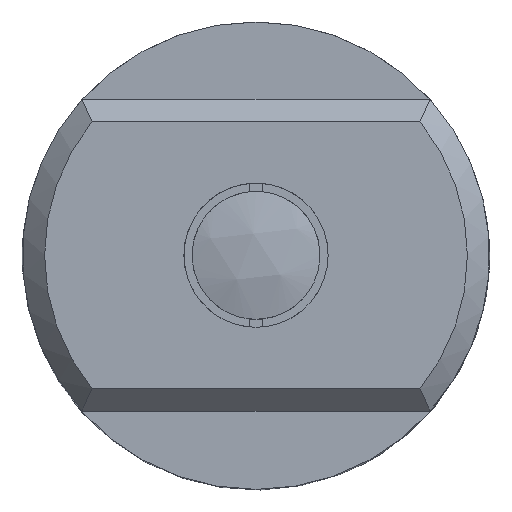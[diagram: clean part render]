
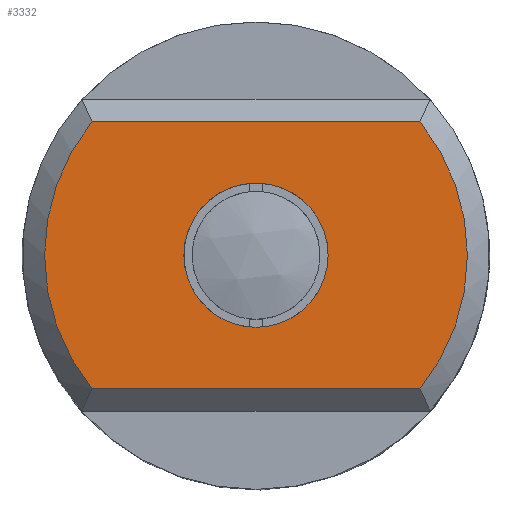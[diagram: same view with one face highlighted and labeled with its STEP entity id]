
A CAD part, top view. The second image highlights one B-rep face of the part: STEP entity #3332.
In plain terms, the highlighted planar face has unit normal (0, 0, 1).
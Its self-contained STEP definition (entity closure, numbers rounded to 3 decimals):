
#321=LINE('',#6513,#491);
#322=LINE('',#6524,#492);
#491=VECTOR('',#4329,29.462);
#492=VECTOR('',#4336,29.462);
#607=FACE_BOUND('',#1072,.T.);
#834=FACE_OUTER_BOUND('',#1071,.T.);
#1071=EDGE_LOOP('',(#2730,#2731,#2732,#2733));
#1072=EDGE_LOOP('',(#2734));
#1194=CIRCLE('',#3599,6.48);
#1205=CIRCLE('',#3616,19.);
#1210=CIRCLE('',#3629,19.);
#1452=VERTEX_POINT('',#6370);
#1471=VERTEX_POINT('',#6486);
#1472=VERTEX_POINT('',#6490);
#1477=VERTEX_POINT('',#6512);
#1478=VERTEX_POINT('',#6518);
#1874=EDGE_CURVE('',#1452,#1452,#1194,.T.);
#1896=EDGE_CURVE('',#1471,#1472,#1205,.T.);
#1904=EDGE_CURVE('',#1472,#1477,#321,.T.);
#1907=EDGE_CURVE('',#1477,#1478,#1210,.T.);
#1908=EDGE_CURVE('',#1478,#1471,#322,.T.);
#2730=ORIENTED_EDGE('',*,*,#1908,.F.);
#2731=ORIENTED_EDGE('',*,*,#1907,.F.);
#2732=ORIENTED_EDGE('',*,*,#1904,.F.);
#2733=ORIENTED_EDGE('',*,*,#1896,.F.);
#2734=ORIENTED_EDGE('',*,*,#1874,.T.);
#2945=PLANE('',#3630);
#3332=ADVANCED_FACE('',(#834,#607),#2945,.F.);
#3599=AXIS2_PLACEMENT_3D('',#6371,#4263,#4264);
#3616=AXIS2_PLACEMENT_3D('',#6491,#4303,#4304);
#3629=AXIS2_PLACEMENT_3D('',#6522,#4332,#4333);
#3630=AXIS2_PLACEMENT_3D('',#6523,#4334,#4335);
#4263=DIRECTION('center_axis',(0.,0.,
-1.));
#4264=DIRECTION('ref_axis',(1.,0.,0.));
#4303=DIRECTION('center_axis',(0.,0.,
-1.));
#4304=DIRECTION('ref_axis',(-1.,0.,0.));
#4329=DIRECTION('',(1.,0.,0.));
#4332=DIRECTION('center_axis',(0.,0.,
-1.));
#4333=DIRECTION('ref_axis',(-1.,0.,0.));
#4334=DIRECTION('center_axis',(0.,0.,
-1.));
#4335=DIRECTION('ref_axis',(-1.,0.,0.));
#4336=DIRECTION('',(-1.,0.,0.));
#6370=CARTESIAN_POINT('',(6.48,0.,61.));
#6371=CARTESIAN_POINT('Origin',(0.,0.,
61.));
#6486=CARTESIAN_POINT('',(-14.731,-12.,61.));
#6490=CARTESIAN_POINT('',(-14.731,12.,61.));
#6491=CARTESIAN_POINT('Origin',(0.,0.,
61.));
#6512=CARTESIAN_POINT('',(14.731,12.,61.));
#6513=CARTESIAN_POINT('',(-10.501,12.,61.));
#6518=CARTESIAN_POINT('',(14.731,-12.,61.));
#6522=CARTESIAN_POINT('Origin',(0.,0.,
61.));
#6523=CARTESIAN_POINT('Origin',(0.,0.,
61.));
#6524=CARTESIAN_POINT('',(-10.501,-12.,61.));
